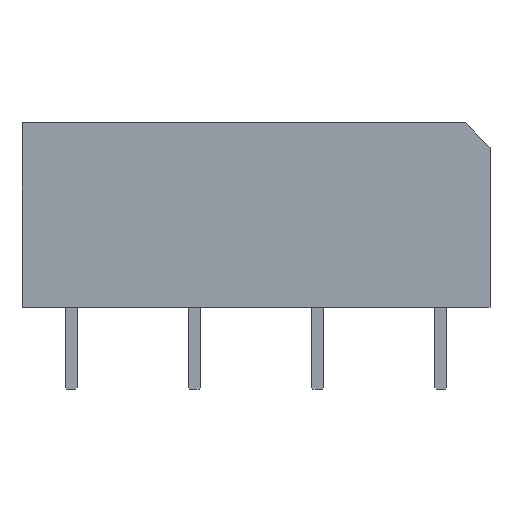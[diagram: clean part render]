
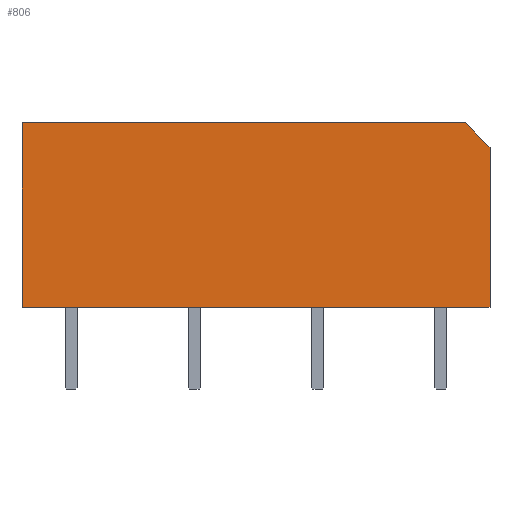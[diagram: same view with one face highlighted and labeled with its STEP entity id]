
A CAD part, front view. The second image highlights one B-rep face of the part: STEP entity #806.
In plain terms, the highlighted planar face has unit normal (0, -1, 0).
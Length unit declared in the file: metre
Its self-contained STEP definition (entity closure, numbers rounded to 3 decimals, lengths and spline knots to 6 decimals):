
#42 = ORIENTED_EDGE ( 'NONE', *, *, #885, .T. ) ;
#77 = CARTESIAN_POINT ( 'NONE',  ( -0.00965, -0.00254, 0.0076 ) ) ;
#89 = EDGE_LOOP ( 'NONE', ( #42, #693, #332, #681, #790 ) ) ;
#139 = DIRECTION ( 'NONE',  ( 0., 0., -1. ) ) ;
#163 = VECTOR ( 'NONE', #139, 1. ) ;
#174 = VECTOR ( 'NONE', #831, 1. ) ;
#183 = VERTEX_POINT ( 'NONE', #894 ) ;
#223 = VECTOR ( 'NONE', #586, 1. ) ;
#246 = EDGE_CURVE ( 'NONE', #636, #993, #389, .T. ) ;
#298 = AXIS2_PLACEMENT_3D ( 'NONE', #540, #948, #368 ) ;
#331 = CARTESIAN_POINT ( 'NONE',  ( -0.00965, -0.00254, 0. ) ) ;
#332 = ORIENTED_EDGE ( 'NONE', *, *, #663, .T. ) ;
#336 = CARTESIAN_POINT ( 'NONE',  ( 0.00965, -0.00254, 0. ) ) ;
#368 = DIRECTION ( 'NONE',  ( 0., 0., -1. ) ) ;
#389 = LINE ( 'NONE', #556, #163 ) ;
#393 = LINE ( 'NONE', #798, #813 ) ;
#426 = CARTESIAN_POINT ( 'NONE',  ( -0.00965, -0.00254, 0. ) ) ;
#443 = LINE ( 'NONE', #833, #223 ) ;
#451 = PLANE ( 'NONE',  #298 ) ;
#479 = FACE_OUTER_BOUND ( 'NONE', #89, .T. ) ;
#527 = DIRECTION ( 'NONE',  ( 0., 0., 1. ) ) ;
#531 = CARTESIAN_POINT ( 'NONE',  ( 0.00865, -0.00254, 0.0076 ) ) ;
#540 = CARTESIAN_POINT ( 'NONE',  ( 0., -0.00254, 0. ) ) ;
#554 = DIRECTION ( 'NONE',  ( -1., 0., 0. ) ) ;
#556 = CARTESIAN_POINT ( 'NONE',  ( -0.00965, -0.00254, 0.0076 ) ) ;
#586 = DIRECTION ( 'NONE',  ( -0.707, 0., 0.707 ) ) ;
#597 = VERTEX_POINT ( 'NONE', #336 ) ;
#629 = EDGE_CURVE ( 'NONE', #183, #865, #443, .T. ) ;
#636 = VERTEX_POINT ( 'NONE', #77 ) ;
#663 = EDGE_CURVE ( 'NONE', #865, #636, #393, .T. ) ;
#681 = ORIENTED_EDGE ( 'NONE', *, *, #246, .T. ) ;
#693 = ORIENTED_EDGE ( 'NONE', *, *, #629, .T. ) ;
#776 = CARTESIAN_POINT ( 'NONE',  ( 0.00965, -0.00254, 0. ) ) ;
#790 = ORIENTED_EDGE ( 'NONE', *, *, #1055, .T. ) ;
#798 = CARTESIAN_POINT ( 'NONE',  ( 0.00965, -0.00254, 0.0076 ) ) ;
#806 = ADVANCED_FACE ( 'NONE', ( #479 ), #451, .T. ) ;
#813 = VECTOR ( 'NONE', #554, 1. ) ;
#821 = LINE ( 'NONE', #331, #174 ) ;
#831 = DIRECTION ( 'NONE',  ( 1., 0., 0. ) ) ;
#833 = CARTESIAN_POINT ( 'NONE',  ( 0.008125, -0.00254, 0.008125 ) ) ;
#865 = VERTEX_POINT ( 'NONE', #531 ) ;
#885 = EDGE_CURVE ( 'NONE', #597, #183, #924, .T. ) ;
#894 = CARTESIAN_POINT ( 'NONE',  ( 0.00965, -0.00254, 0.0066 ) ) ;
#902 = VECTOR ( 'NONE', #527, 1. ) ;
#924 = LINE ( 'NONE', #776, #902 ) ;
#948 = DIRECTION ( 'NONE',  ( 0., -1., 0. ) ) ;
#993 = VERTEX_POINT ( 'NONE', #426 ) ;
#1055 = EDGE_CURVE ( 'NONE', #993, #597, #821, .T. ) ;
